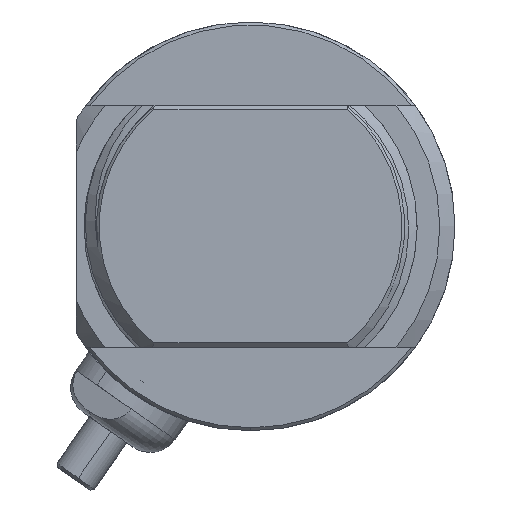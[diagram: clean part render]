
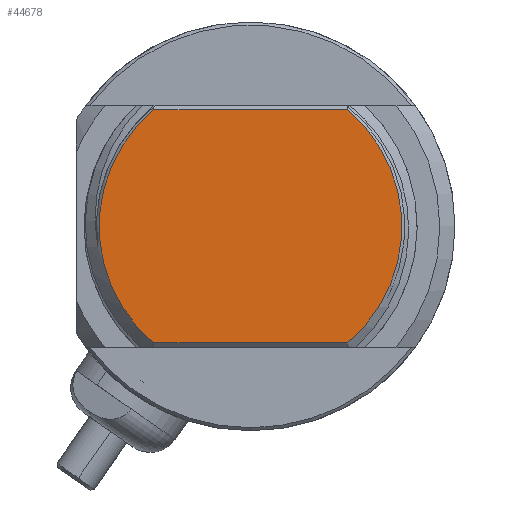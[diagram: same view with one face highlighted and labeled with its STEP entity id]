
A CAD part, left-side view. The second image highlights one B-rep face of the part: STEP entity #44678.
In plain terms, the highlighted face is planar.
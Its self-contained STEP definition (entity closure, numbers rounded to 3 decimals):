
#3109 = DIRECTION ( 'NONE',  ( 1., 0., 0. ) ) ;
#3267 = DIRECTION ( 'NONE',  ( 0., 0., -1. ) ) ;
#4387 = LINE ( 'NONE', #43024, #52469 ) ;
#4517 = EDGE_CURVE ( 'NONE', #49859, #29023, #4387, .T. ) ;
#4938 = ORIENTED_EDGE ( 'NONE', *, *, #4517, .T. ) ;
#8962 = DIRECTION ( 'NONE',  ( 0., -1., 0. ) ) ;
#11979 = AXIS2_PLACEMENT_3D ( 'NONE', #24661, #3109, #41729 ) ;
#12162 = DIRECTION ( 'NONE',  ( 1., 0., 0. ) ) ;
#14682 = CARTESIAN_POINT ( 'NONE',  ( 20., 6.38, 7.7 ) ) ;
#14775 = EDGE_LOOP ( 'NONE', ( #17408, #4938, #34742, #43967 ) ) ;
#17158 = DIRECTION ( 'NONE',  ( 0., 0., -1. ) ) ;
#17309 = CIRCLE ( 'NONE', #11979, 10. ) ;
#17408 = ORIENTED_EDGE ( 'NONE', *, *, #32724, .T. ) ;
#19870 = AXIS2_PLACEMENT_3D ( 'NONE', #50535, #12162, #17158 ) ;
#23567 = VERTEX_POINT ( 'NONE', #14682 ) ;
#24544 = CARTESIAN_POINT ( 'NONE',  ( 20., 13.5, 0. ) ) ;
#24661 = CARTESIAN_POINT ( 'NONE',  ( 20., 0., 0. ) ) ;
#24838 = DIRECTION ( 'NONE',  ( 0., 1., 0. ) ) ;
#29023 = VERTEX_POINT ( 'NONE', #52710 ) ;
#29205 = CARTESIAN_POINT ( 'NONE',  ( 20., -6.38, -7.7 ) ) ;
#29294 = EDGE_CURVE ( 'NONE', #29023, #23567, #17309, .T. ) ;
#30579 = CARTESIAN_POINT ( 'NONE',  ( 20., -6.38, 7.7 ) ) ;
#32724 = EDGE_CURVE ( 'NONE', #50142, #49859, #37708, .T. ) ;
#33749 = FACE_OUTER_BOUND ( 'NONE', #14775, .T. ) ;
#33876 = LINE ( 'NONE', #37517, #36538 ) ;
#34742 = ORIENTED_EDGE ( 'NONE', *, *, #29294, .T. ) ;
#36538 = VECTOR ( 'NONE', #8962, 1000. ) ;
#37517 = CARTESIAN_POINT ( 'NONE',  ( 20., -6., 7.7 ) ) ;
#37708 = CIRCLE ( 'NONE', #19870, 10. ) ;
#41616 = DIRECTION ( 'NONE',  ( 1., 0., 0. ) ) ;
#41729 = DIRECTION ( 'NONE',  ( 0., 0., -1. ) ) ;
#43024 = CARTESIAN_POINT ( 'NONE',  ( 20., 6., -7.7 ) ) ;
#43967 = ORIENTED_EDGE ( 'NONE', *, *, #51194, .T. ) ;
#44678 = ADVANCED_FACE ( 'NONE', ( #33749 ), #50324, .T. ) ;
#49859 = VERTEX_POINT ( 'NONE', #29205 ) ;
#50142 = VERTEX_POINT ( 'NONE', #30579 ) ;
#50324 = PLANE ( 'NONE',  #50396 ) ;
#50396 = AXIS2_PLACEMENT_3D ( 'NONE', #24544, #41616, #3267 ) ;
#50535 = CARTESIAN_POINT ( 'NONE',  ( 20., 0., 0. ) ) ;
#51194 = EDGE_CURVE ( 'NONE', #23567, #50142, #33876, .T. ) ;
#52469 = VECTOR ( 'NONE', #24838, 1000. ) ;
#52710 = CARTESIAN_POINT ( 'NONE',  ( 20., 6.38, -7.7 ) ) ;
